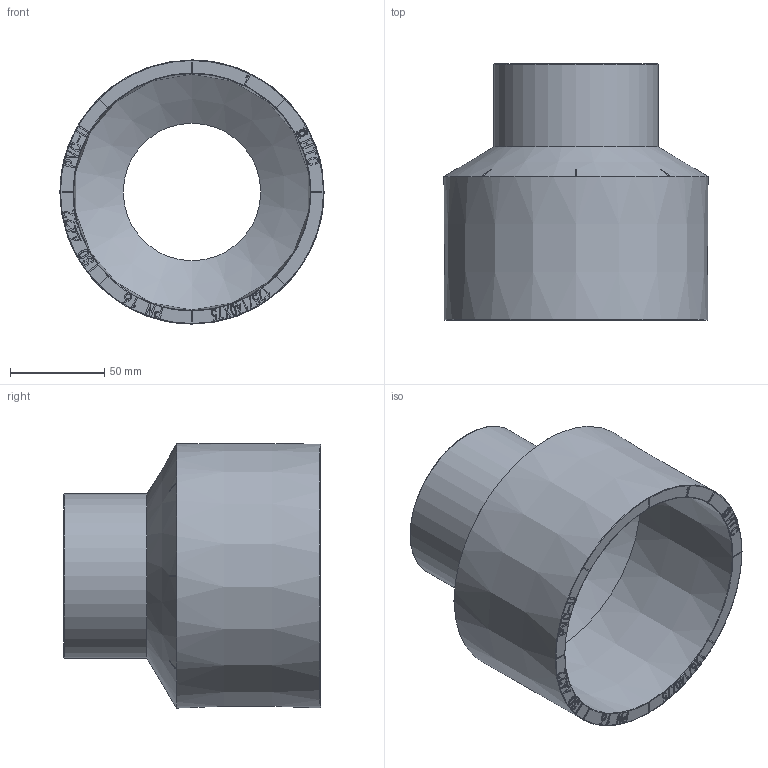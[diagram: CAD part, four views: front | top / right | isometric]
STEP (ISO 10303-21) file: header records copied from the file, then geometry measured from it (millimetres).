
FILE_DESCRIPTION(/* description */ (''),/* implementation_level */ '2;1');
FILE_NAME(/* name */ 'Z1Q125075.stp',/* time_stamp */ '2024-10-12T14:44:14+08:00',/* author */ (''),/* organization */ (''),/* preprocessor_version */ 'ST-DEVELOPER v16',/* originating_system */ 'SIEMENS PLM Software NX 10.0',/* authorisation */ '');
FILE_SCHEMA (('AUTOMOTIVE_DESIGN { 1 0 10303 214 3 1 1 1 }'));
Length unit declared in the file: millimetre
Products named in the file (1): gelv159C996B7vme
Bounding box: 140.17 x 136.3 x 140.17 mm (x, y, z)
Volume: 395095.6 mm3; surface area: 109872.7 mm2
Topology: 1 solids, 1 shells, 1292 faces, 3718 edges, 2417 vertices
Faces by surface type: plane 1143, sphere 64, cylinder 24, bspline 24, cone 13, extrusion 12, torus 12
Full cylindrical faces by diameter (mm): 2.4 x1, 3.6 x1, 72.9 x1, 87 x1
Entity records: 47544 total; most frequent: CARTESIAN_POINT 18434, ORIENTED_EDGE 7306, DIRECTION 4138, EDGE_CURVE 3653, VERTEX_POINT 2413, B_SPLINE_CURVE_WITH_KNOTS 2292, AXIS2_PLACEMENT_3D 1495, EDGE_LOOP 1344
